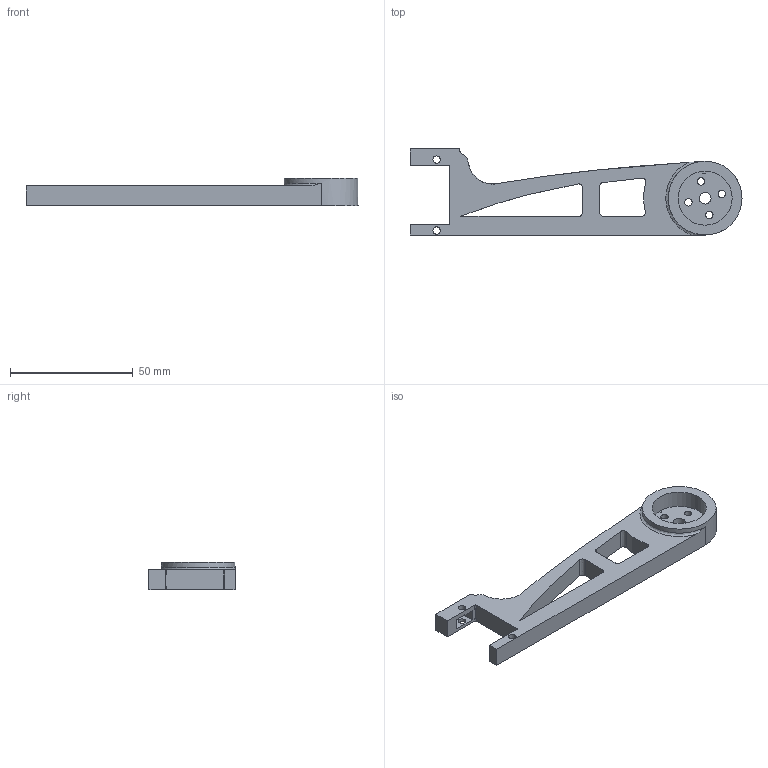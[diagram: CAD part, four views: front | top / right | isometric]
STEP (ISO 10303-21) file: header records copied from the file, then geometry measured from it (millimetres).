
FILE_DESCRIPTION(/* description */ (''),/* implementation_level */ '2;1');
FILE_NAME(/* name */ 'SecondArm.step',/* time_stamp */ '2024-11-03T20:04:21+05:30',/* author */ (''),/* organization */ (''),/* preprocessor_version */ 'ST-DEVELOPER v20',/* originating_system */ 'Autodesk Translation Framework v13.20.0.188',/* authorisation */ '');
FILE_SCHEMA (('AUTOMOTIVE_DESIGN { 1 0 10303 214 3 1 1 }'));
Length unit declared in the file: millimetre
Products named in the file (1): FusionComponent
Bounding box: 135 x 35 x 11 mm (x, y, z)
Volume: 19890.1 mm3; surface area: 10609 mm2
Topology: 1 solids, 1 shells, 53 faces, 150 edges, 100 vertices
Faces by surface type: plane 22, cylinder 21, bspline 9, torus 1
Full cylindrical faces by diameter (mm): 3 x7, 4.8 x1, 22 x1
Entity records: 2128 total; most frequent: CARTESIAN_POINT 707, ORIENTED_EDGE 300, DIRECTION 255, EDGE_CURVE 150, VERTEX_POINT 100, AXIS2_PLACEMENT_3D 89, EDGE_LOOP 78, LINE 77
